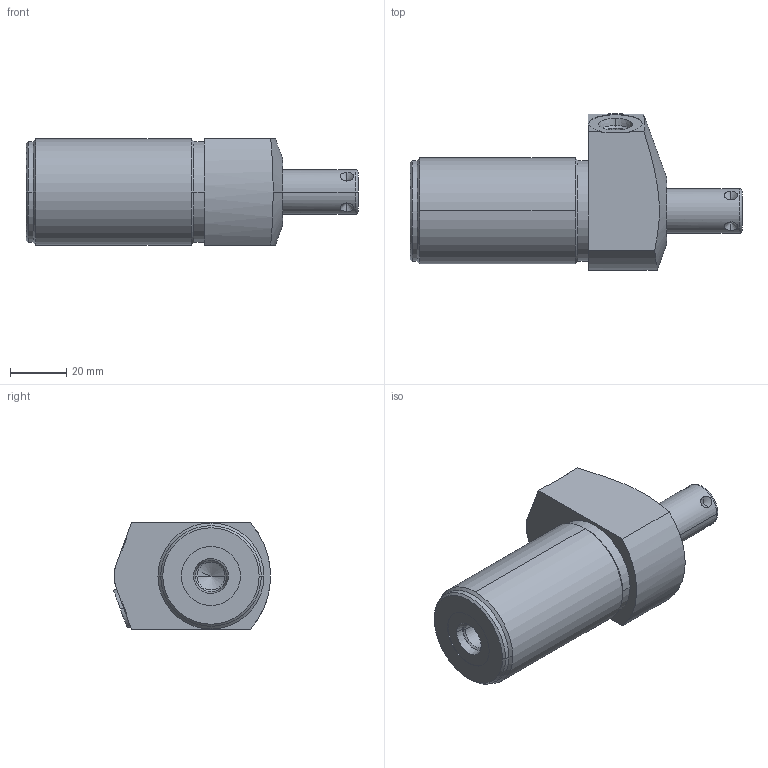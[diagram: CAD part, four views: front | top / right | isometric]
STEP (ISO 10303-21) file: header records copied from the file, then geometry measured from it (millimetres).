
FILE_DESCRIPTION((''),'2;1');
FILE_NAME('ILC15020929L','2015-08-05T',('jdw'),(''),'PRO/ENGINEER BY PARAMETRIC TECHNOLOGY CORPORATION, 2013320','PRO/ENGINEER BY PARAMETRIC TECHNOLOGY CORPORATION, 2013320','');
FILE_SCHEMA(('AUTOMOTIVE_DESIGN { 1 0 10303 214 1 1 1 1 }'));
Length unit declared in the file: inch
Products named in the file (1): ILC15020929L
Bounding box: 118.14 x 55.86 x 37.85 mm (x, y, z)
Volume: 119510.8 mm3; surface area: 19261.7 mm2
Topology: 1 solids, 4 shells, 86 faces, 202 edges, 122 vertices
Faces by surface type: cone 32, cylinder 27, plane 25, torus 2
Entity records: 3415 total; most frequent: CARTESIAN_POINT 620, DIRECTION 425, ORIENTED_EDGE 372, PRESENTATION_STYLE_ASSIGNMENT 202, STYLED_ITEM 193, CURVE_STYLE 190, EDGE_CURVE 190, AXIS2_PLACEMENT_3D 168
